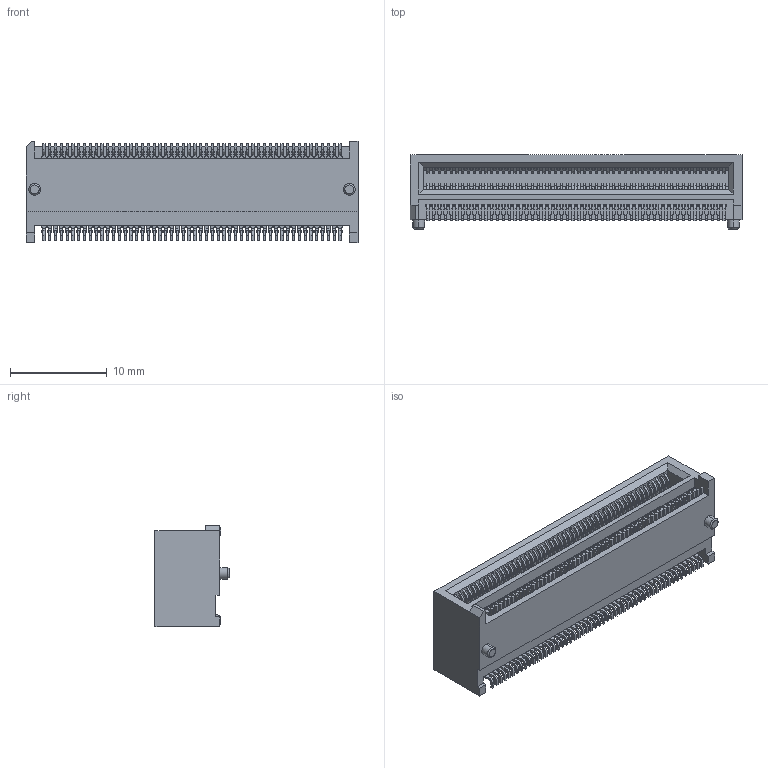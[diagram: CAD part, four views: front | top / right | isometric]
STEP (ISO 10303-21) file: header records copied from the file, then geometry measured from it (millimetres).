
FILE_DESCRIPTION (( 'STEP AP214' ), '1' );
FILE_NAME ('05-00297--A115348-001.STEP', '2020-09-23T12:29:43', ( '' ), ( '' ), 'SwSTEP 2.0', 'SolidWorks 2018', '' );
FILE_SCHEMA (( 'AUTOMOTIVE_DESIGN' ));
Products named in the file (2): 05-00297--A115348-001
Bounding box: 34.3 x 7.65 x 10.45 mm (x, y, z)
Volume: 1457.7 mm3; surface area: 2400.4 mm2
Topology: 1 solids, 1 shells, 9601 faces, 25291 edges, 15783 vertices
Faces by surface type: plane 6384, cylinder 2729, bspline 484, cone 4
Entity records: 299241 total; most frequent: CARTESIAN_POINT 65730, ORIENTED_EDGE 50582, DIRECTION 46047, EDGE_CURVE 25291, VECTOR 18341, LINE 18341, VERTEX_POINT 15783, AXIS2_PLACEMENT_3D 13853
